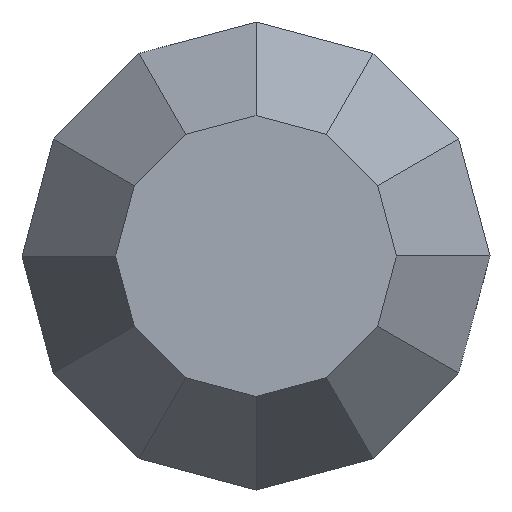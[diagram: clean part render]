
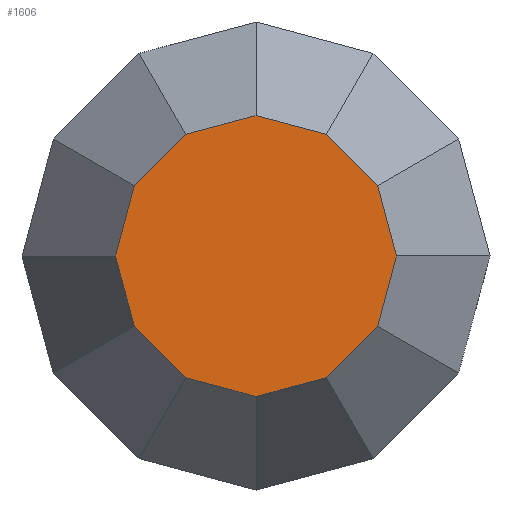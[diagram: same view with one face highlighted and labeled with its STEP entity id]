
A CAD part, front view. The second image highlights one B-rep face of the part: STEP entity #1606.
In plain terms, the highlighted planar face has unit normal (0, -1, 0).
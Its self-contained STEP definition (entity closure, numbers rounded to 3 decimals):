
#85=PLANE('',#1732);
#186=FACE_OUTER_BOUND('',#289,.T.);
#289=EDGE_LOOP('',(#1385,#1386,#1387,#1388,#1389,#1390,#1391,#1392,#1393,
#1394,#1395,#1396));
#449=LINE('',#2451,#666);
#452=LINE('',#2457,#669);
#455=LINE('',#2463,#672);
#458=LINE('',#2469,#675);
#461=LINE('',#2475,#678);
#464=LINE('',#2481,#681);
#467=LINE('',#2487,#684);
#470=LINE('',#2493,#687);
#473=LINE('',#2499,#690);
#476=LINE('',#2505,#693);
#479=LINE('',#2511,#696);
#482=LINE('',#2515,#699);
#666=VECTOR('',#2004,10.);
#669=VECTOR('',#2009,10.);
#672=VECTOR('',#2014,10.);
#675=VECTOR('',#2019,10.);
#678=VECTOR('',#2024,10.);
#681=VECTOR('',#2029,10.);
#684=VECTOR('',#2034,10.);
#687=VECTOR('',#2039,10.);
#690=VECTOR('',#2044,10.);
#693=VECTOR('',#2049,10.);
#696=VECTOR('',#2054,10.);
#699=VECTOR('',#2059,10.);
#838=VERTEX_POINT('',#2448);
#839=VERTEX_POINT('',#2450);
#841=VERTEX_POINT('',#2456);
#843=VERTEX_POINT('',#2462);
#845=VERTEX_POINT('',#2468);
#847=VERTEX_POINT('',#2474);
#849=VERTEX_POINT('',#2480);
#851=VERTEX_POINT('',#2486);
#853=VERTEX_POINT('',#2492);
#855=VERTEX_POINT('',#2498);
#857=VERTEX_POINT('',#2504);
#859=VERTEX_POINT('',#2510);
#1009=EDGE_CURVE('',#839,#838,#449,.T.);
#1012=EDGE_CURVE('',#841,#839,#452,.T.);
#1015=EDGE_CURVE('',#843,#841,#455,.T.);
#1018=EDGE_CURVE('',#845,#843,#458,.T.);
#1021=EDGE_CURVE('',#847,#845,#461,.T.);
#1024=EDGE_CURVE('',#849,#847,#464,.T.);
#1027=EDGE_CURVE('',#851,#849,#467,.T.);
#1030=EDGE_CURVE('',#853,#851,#470,.T.);
#1033=EDGE_CURVE('',#855,#853,#473,.T.);
#1036=EDGE_CURVE('',#857,#855,#476,.T.);
#1039=EDGE_CURVE('',#859,#857,#479,.T.);
#1042=EDGE_CURVE('',#838,#859,#482,.T.);
#1385=ORIENTED_EDGE('',*,*,#1042,.T.);
#1386=ORIENTED_EDGE('',*,*,#1039,.T.);
#1387=ORIENTED_EDGE('',*,*,#1036,.T.);
#1388=ORIENTED_EDGE('',*,*,#1033,.T.);
#1389=ORIENTED_EDGE('',*,*,#1030,.T.);
#1390=ORIENTED_EDGE('',*,*,#1027,.T.);
#1391=ORIENTED_EDGE('',*,*,#1024,.T.);
#1392=ORIENTED_EDGE('',*,*,#1021,.T.);
#1393=ORIENTED_EDGE('',*,*,#1018,.T.);
#1394=ORIENTED_EDGE('',*,*,#1015,.T.);
#1395=ORIENTED_EDGE('',*,*,#1012,.T.);
#1396=ORIENTED_EDGE('',*,*,#1009,.T.);
#1606=ADVANCED_FACE('',(#186),#85,.T.);
#1732=AXIS2_PLACEMENT_3D('',#2516,#2060,#2061);
#2004=DIRECTION('',(-0.707,0.,-0.707));
#2009=DIRECTION('',(-0.966,0.,-0.259));
#2014=DIRECTION('',(-0.966,0.,0.259));
#2019=DIRECTION('',(-0.707,0.,0.707));
#2024=DIRECTION('',(-0.259,0.,0.966));
#2029=DIRECTION('',(0.259,0.,0.966));
#2034=DIRECTION('',(0.707,0.,0.707));
#2039=DIRECTION('',(0.966,0.,0.259));
#2044=DIRECTION('',(0.966,0.,-0.259));
#2049=DIRECTION('',(0.707,0.,-0.707));
#2054=DIRECTION('',(0.259,0.,-0.966));
#2059=DIRECTION('',(-0.259,0.,-0.966));
#2060=DIRECTION('center_axis',(0.,-1.,0.));
#2061=DIRECTION('ref_axis',(0.,0.,-1.));
#2448=CARTESIAN_POINT('',(-7.794,-11.,4.5));
#2450=CARTESIAN_POINT('',(-4.5,-11.,7.794));
#2451=CARTESIAN_POINT('',(-4.5,-11.,7.794));
#2456=CARTESIAN_POINT('',(0.,-11.,9.));
#2457=CARTESIAN_POINT('',(0.,-11.,9.));
#2462=CARTESIAN_POINT('',(4.5,-11.,7.794));
#2463=CARTESIAN_POINT('',(4.5,-11.,7.794));
#2468=CARTESIAN_POINT('',(7.794,-11.,4.5));
#2469=CARTESIAN_POINT('',(7.794,-11.,4.5));
#2474=CARTESIAN_POINT('',(9.,-11.,0.));
#2475=CARTESIAN_POINT('',(9.,-11.,0.));
#2480=CARTESIAN_POINT('',(7.794,-11.,-4.5));
#2481=CARTESIAN_POINT('',(7.794,-11.,-4.5));
#2486=CARTESIAN_POINT('',(4.5,-11.,-7.794));
#2487=CARTESIAN_POINT('',(4.5,-11.,-7.794));
#2492=CARTESIAN_POINT('',(0.,-11.,-9.));
#2493=CARTESIAN_POINT('',(0.,-11.,-9.));
#2498=CARTESIAN_POINT('',(-4.5,-11.,-7.794));
#2499=CARTESIAN_POINT('',(-4.5,-11.,-7.794));
#2504=CARTESIAN_POINT('',(-7.794,-11.,-4.5));
#2505=CARTESIAN_POINT('',(-7.794,-11.,-4.5));
#2510=CARTESIAN_POINT('',(-9.,-11.,0.));
#2511=CARTESIAN_POINT('',(-9.,-11.,0.));
#2515=CARTESIAN_POINT('',(-7.794,-11.,4.5));
#2516=CARTESIAN_POINT('Origin',(0.,-11.,0.));
